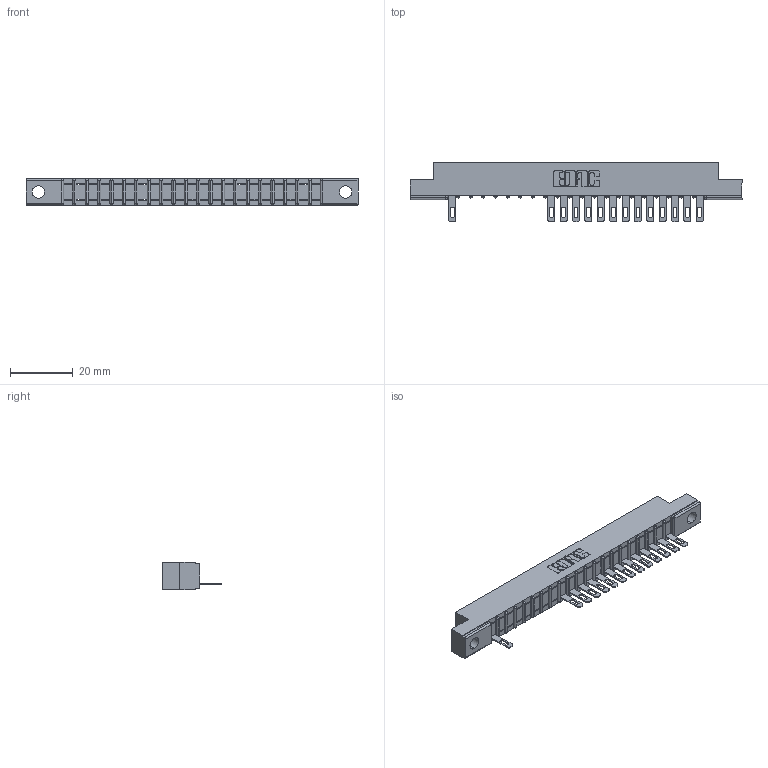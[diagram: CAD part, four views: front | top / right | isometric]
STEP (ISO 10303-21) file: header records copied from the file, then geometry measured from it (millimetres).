
FILE_DESCRIPTION (( 'STEP AP203' ), '1' );
FILE_NAME ('307-021-505-104.STEP', '2018-08-04T02:07:42', ( '' ), ( '' ), 'SwSTEP 2.0', 'SolidWorks 2016', '' );
FILE_SCHEMA (( 'CONFIG_CONTROL_DESIGN' ));
Length unit declared in the file: inch
Products named in the file (3): 307 Part_.156 Dia Mounting Holes; 307-290-001_505; 307-021-505-104
Assembly tree (15 placements, depth 2):
  307-021-505-104
    307 Part_.156 Dia Mounting Holes
    307-290-001_505  x14
Bounding box: 106.22 x 19.18 x 8.71 mm (x, y, z)
Volume: 6520.5 mm3; surface area: 9438.9 mm2
Topology: 15 solids, 15 shells, 1078 faces, 3075 edges, 1970 vertices
Faces by surface type: plane 672, cylinder 362, sphere 44
Entity records: 20760 total; most frequent: CARTESIAN_POINT 3523, ORIENTED_EDGE 3514, DIRECTION 3425, EDGE_CURVE 1757, LINE 1345, VECTOR 1345, VERTEX_POINT 1138, AXIS2_PLACEMENT_3D 1040
